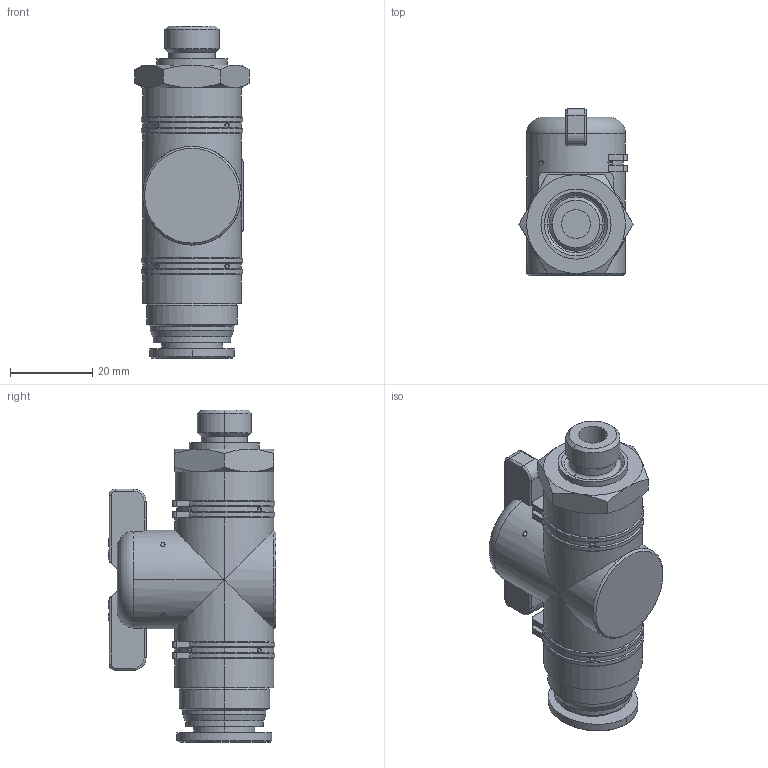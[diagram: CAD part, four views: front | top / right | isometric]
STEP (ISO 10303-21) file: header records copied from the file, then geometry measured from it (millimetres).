
FILE_DESCRIPTION((''),'2;1');
FILE_NAME('BC6012G02-mdt.stp','2017-07-24T18:54:26',(''),(''),'Mechanical Desktop 2009','Mechanical Desktop 2009',', , ');
FILE_SCHEMA(('CONFIG_CONTROL_DESIGN'));
Length unit declared in the file: millimetre
Products named in the file (3): BC6012G02-MDTA; PART1; BC6012G02-MDT
Assembly tree (2 placements, depth 2):
  BC6012G02-MDTA
    PART1
    BC6012G02-MDT
Bounding box: 27.71 x 40.7 x 80.6 mm (x, y, z)
Volume: 43078.2 mm3; surface area: 12544.9 mm2
Topology: 2 solids, 4 shells, 396 faces, 1006 edges, 642 vertices
Faces by surface type: plane 220, cylinder 111, cone 42, torus 18, bspline 5
Entity records: 13459 total; most frequent: CARTESIAN_POINT 3842, ORIENTED_EDGE 2008, DIRECTION 1942, EDGE_CURVE 1004, AXIS2_PLACEMENT_3D 648, VECTOR 646, LINE 646, VERTEX_POINT 642
